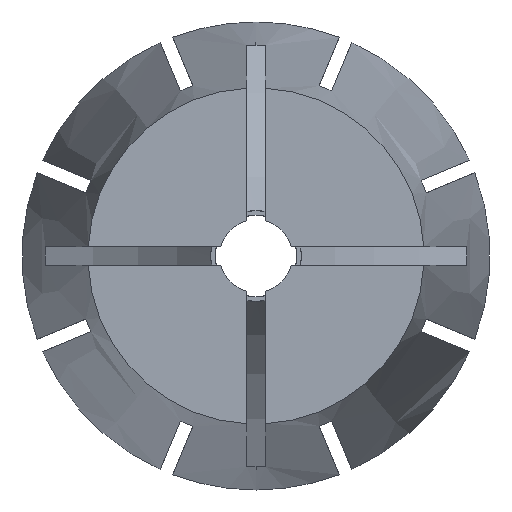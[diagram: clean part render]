
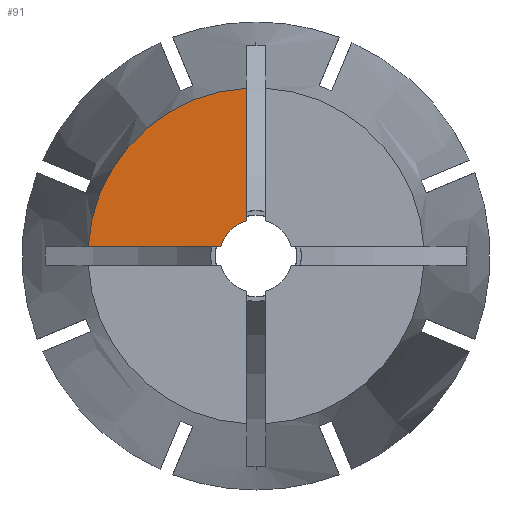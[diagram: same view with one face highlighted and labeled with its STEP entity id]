
A CAD part, left-side view. The second image highlights one B-rep face of the part: STEP entity #91.
In plain terms, the highlighted planar face has unit normal (-1, 0, 0).
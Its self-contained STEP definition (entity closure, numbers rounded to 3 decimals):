
#91 = ADVANCED_FACE ( 'NONE', ( #3182 ), #2309, .T. ) ;
#115 = DIRECTION ( 'NONE',  ( 0., 0., -1. ) ) ;
#899 = AXIS2_PLACEMENT_3D ( 'NONE', #2998, #2926, #115 ) ;
#929 = CARTESIAN_POINT ( 'NONE',  ( -34., 1.936, 0.5 ) ) ;
#956 = CARTESIAN_POINT ( 'NONE',  ( -34., -9.268, 0.5 ) ) ;
#965 = EDGE_CURVE ( 'NONE', #3138, #3366, #2181, .T. ) ;
#1012 = VERTEX_POINT ( 'NONE', #1138 ) ;
#1138 = CARTESIAN_POINT ( 'NONE',  ( -34., 0.5, 9.254 ) ) ;
#1250 = EDGE_CURVE ( 'NONE', #3259, #1012, #1425, .T. ) ;
#1267 = DIRECTION ( 'NONE',  ( 0., 1., 0. ) ) ;
#1425 = CIRCLE ( 'NONE', #899, 9.268 ) ;
#1493 = EDGE_LOOP ( 'NONE', ( #2689, #1732, #3238, #4008 ) ) ;
#1586 = CARTESIAN_POINT ( 'NONE',  ( -34., 0., 0. ) ) ;
#1721 = AXIS2_PLACEMENT_3D ( 'NONE', #1586, #1869, #2471 ) ;
#1732 = ORIENTED_EDGE ( 'NONE', *, *, #1840, .T. ) ;
#1840 = EDGE_CURVE ( 'NONE', #3366, #1012, #3891, .T. ) ;
#1848 = DIRECTION ( 'NONE',  ( 0., 0., 1. ) ) ;
#1869 = DIRECTION ( 'NONE',  ( 1., 0., 0. ) ) ;
#1911 = VECTOR ( 'NONE', #1267, 1000. ) ;
#2160 = VECTOR ( 'NONE', #1848, 1000. ) ;
#2181 = CIRCLE ( 'NONE', #1721, 2. ) ;
#2197 = CARTESIAN_POINT ( 'NONE',  ( -34., -9.268, 0. ) ) ;
#2238 = CARTESIAN_POINT ( 'NONE',  ( -34., 9.254, 0.5 ) ) ;
#2309 = PLANE ( 'NONE',  #3736 ) ;
#2313 = CARTESIAN_POINT ( 'NONE',  ( -34., 0.5, 1.936 ) ) ;
#2471 = DIRECTION ( 'NONE',  ( 0., 0., -1. ) ) ;
#2551 = DIRECTION ( 'NONE',  ( -1., 0., 0. ) ) ;
#2561 = DIRECTION ( 'NONE',  ( 0., 0., 1. ) ) ;
#2603 = CARTESIAN_POINT ( 'NONE',  ( -34., 0.5, 0. ) ) ;
#2689 = ORIENTED_EDGE ( 'NONE', *, *, #965, .T. ) ;
#2926 = DIRECTION ( 'NONE',  ( 1., 0., 0. ) ) ;
#2998 = CARTESIAN_POINT ( 'NONE',  ( -34., 0., 0. ) ) ;
#3138 = VERTEX_POINT ( 'NONE', #929 ) ;
#3179 = EDGE_CURVE ( 'NONE', #3138, #3259, #3661, .T. ) ;
#3182 = FACE_OUTER_BOUND ( 'NONE', #1493, .T. ) ;
#3238 = ORIENTED_EDGE ( 'NONE', *, *, #1250, .F. ) ;
#3259 = VERTEX_POINT ( 'NONE', #2238 ) ;
#3366 = VERTEX_POINT ( 'NONE', #2313 ) ;
#3661 = LINE ( 'NONE', #956, #1911 ) ;
#3736 = AXIS2_PLACEMENT_3D ( 'NONE', #2197, #2551, #2561 ) ;
#3891 = LINE ( 'NONE', #2603, #2160 ) ;
#4008 = ORIENTED_EDGE ( 'NONE', *, *, #3179, .F. ) ;
